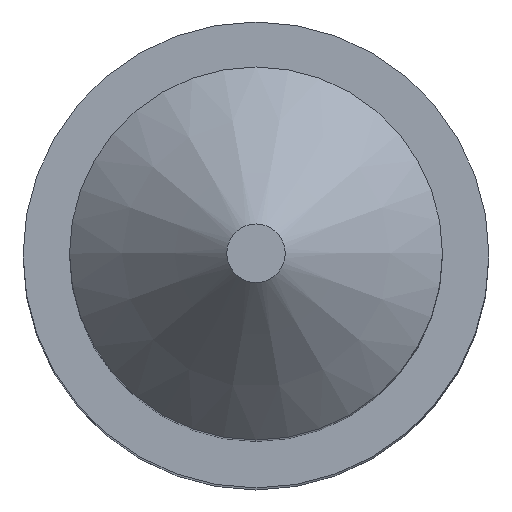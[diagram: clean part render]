
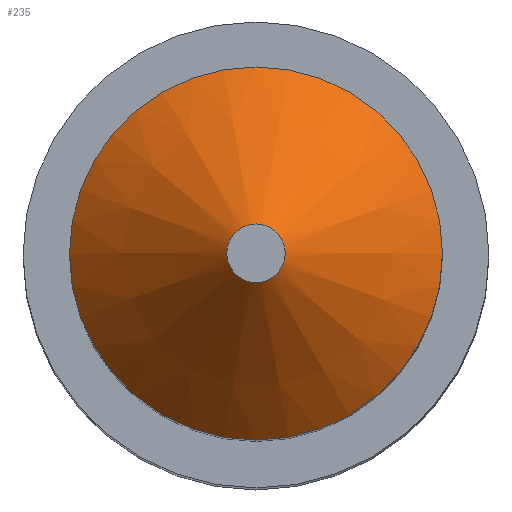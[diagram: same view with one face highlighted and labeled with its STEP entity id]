
A CAD part, top view. The second image highlights one B-rep face of the part: STEP entity #235.
In plain terms, the highlighted conical face has half-angle 45 degrees and reference radius 3.688 mm.
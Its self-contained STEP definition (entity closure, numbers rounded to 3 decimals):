
#201=CARTESIAN_POINT('',(6.375,0.0,68.666));
#202=VERTEX_POINT('',#201);
#203=CARTESIAN_POINT('',(0.,0.0,68.666));
#204=DIRECTION('',(0.0,0.0,1.0));
#205=DIRECTION('',(1.0,0.0,0.0));
#206=AXIS2_PLACEMENT_3D('',#203,#204,#205);
#207=CIRCLE('',#206,6.375);
#208=EDGE_CURVE('',#202,#202,#207,.T.);
#216=CARTESIAN_POINT('',(0.,0.0,71.353));
#217=DIRECTION('',(0.,0.0,-1.0));
#218=DIRECTION('',(1.0,0.0,0.0));
#219=AXIS2_PLACEMENT_3D('',#216,#217,#218);
#220=CONICAL_SURFACE('',#219,3.688,45.);
#221=CARTESIAN_POINT('',(1.,0.0,74.041));
#222=VERTEX_POINT('',#221);
#223=CARTESIAN_POINT('',(0.,0.0,74.041));
#224=DIRECTION('',(0.0,0.0,1.0));
#225=DIRECTION('',(1.0,0.0,0.0));
#226=AXIS2_PLACEMENT_3D('',#223,#224,#225);
#227=CIRCLE('',#226,1.0);
#228=EDGE_CURVE('',#222,#222,#227,.T.);
#229=ORIENTED_EDGE('',*,*,#228,.F.);
#230=EDGE_LOOP('',(#229));
#231=FACE_OUTER_BOUND('',#230,.T.);
#232=ORIENTED_EDGE('',*,*,#208,.T.);
#233=EDGE_LOOP('',(#232));
#234=FACE_BOUND('',#233,.T.);
#235=ADVANCED_FACE('',(#231,#234),#220,.T.);
